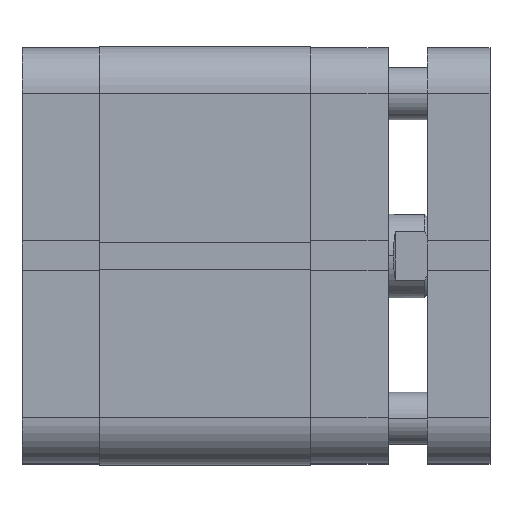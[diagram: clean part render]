
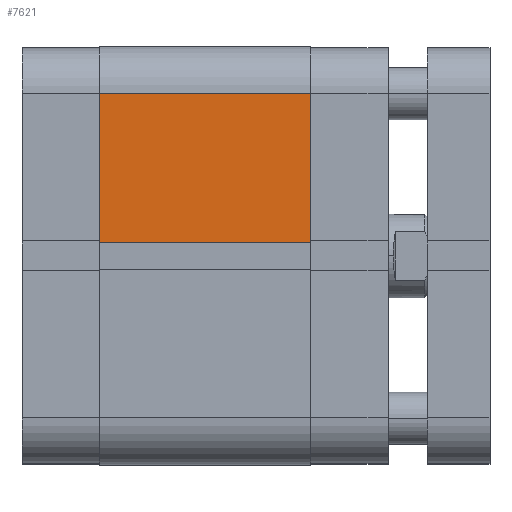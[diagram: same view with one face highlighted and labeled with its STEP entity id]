
A CAD part, top view. The second image highlights one B-rep face of the part: STEP entity #7621.
In plain terms, the highlighted face is planar.
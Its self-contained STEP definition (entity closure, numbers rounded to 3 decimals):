
#125 = ORIENTED_EDGE ( 'NONE', *, *, #8043, .T. ) ;
#150 = ORIENTED_EDGE ( 'NONE', *, *, #8047, .T. ) ;
#274 = ORIENTED_EDGE ( 'NONE', *, *, #8050, .F. ) ;
#282 = ORIENTED_EDGE ( 'NONE', *, *, #8051, .F. ) ;
#1182 = EDGE_LOOP ( 'NONE', ( #282, #274, #125, #150 ) ) ;
#1822 = PLANE ( 'NONE',  #2898 ) ;
#1825 = CARTESIAN_POINT ( 'NONE',  ( 40., -88.141, 40.5 ) ) ;
#1831 = DIRECTION ( 'NONE',  ( 1., 0., 0. ) ) ;
#1832 = DIRECTION ( 'NONE',  ( 0., 0., -1. ) ) ;
#2898 = AXIS2_PLACEMENT_3D ( 'NONE', #1825, #1831, #1832 ) ;
#3403 = VECTOR ( 'NONE', #4237, 1000. ) ;
#3409 = LINE ( 'NONE', #4236, #3403 ) ;
#3412 = LINE ( 'NONE', #4228, #3413 ) ;
#3413 = VECTOR ( 'NONE', #4229, 1000. ) ;
#3415 = LINE ( 'NONE', #4242, #3427 ) ;
#3419 = LINE ( 'NONE', #4227, #3425 ) ;
#3425 = VECTOR ( 'NONE', #4244, 1000. ) ;
#3427 = VECTOR ( 'NONE', #4246, 1000. ) ;
#4227 = CARTESIAN_POINT ( 'NONE',  ( 40., 31., 40.5 ) ) ;
#4228 = CARTESIAN_POINT ( 'NONE',  ( 40., -88.141, 40.5 ) ) ;
#4229 = DIRECTION ( 'NONE',  ( 0., -1., 0. ) ) ;
#4236 = CARTESIAN_POINT ( 'NONE',  ( 40., 2.6, 40.5 ) ) ;
#4237 = DIRECTION ( 'NONE',  ( 0., 0., -1. ) ) ;
#4242 = CARTESIAN_POINT ( 'NONE',  ( 40., -88.141, 0. ) ) ;
#4244 = DIRECTION ( 'NONE',  ( 0., 0., -1. ) ) ;
#4246 = DIRECTION ( 'NONE',  ( 0., -1., 0. ) ) ;
#5562 = FACE_OUTER_BOUND ( 'NONE', #1182, .T. ) ;
#6319 = VERTEX_POINT ( 'NONE', #6791 ) ;
#6447 = VERTEX_POINT ( 'NONE', #6919 ) ;
#6461 = VERTEX_POINT ( 'NONE', #6933 ) ;
#6487 = VERTEX_POINT ( 'NONE', #6959 ) ;
#6791 = CARTESIAN_POINT ( 'NONE',  ( 40., 2.6, 0. ) ) ;
#6919 = CARTESIAN_POINT ( 'NONE',  ( 40., 31., 0. ) ) ;
#6933 = CARTESIAN_POINT ( 'NONE',  ( 40., 31., 40.5 ) ) ;
#6959 = CARTESIAN_POINT ( 'NONE',  ( 40., 2.6, 40.5 ) ) ;
#7621 = ADVANCED_FACE ( 'NONE', ( #5562 ), #1822, .T. ) ;
#8043 = EDGE_CURVE ( 'NONE', #6461, #6487, #3412, .T. ) ;
#8047 = EDGE_CURVE ( 'NONE', #6487, #6319, #3409, .T. ) ;
#8050 = EDGE_CURVE ( 'NONE', #6461, #6447, #3419, .T. ) ;
#8051 = EDGE_CURVE ( 'NONE', #6447, #6319, #3415, .T. ) ;
